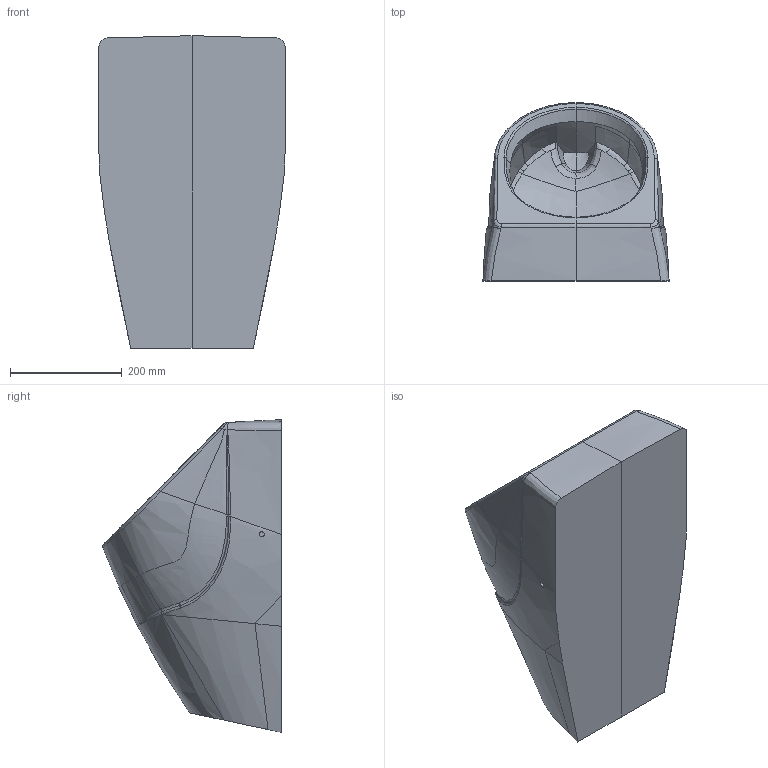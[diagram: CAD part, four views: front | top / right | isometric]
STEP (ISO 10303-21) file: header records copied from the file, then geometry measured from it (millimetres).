
FILE_DESCRIPTION(/* description */ (''),/* implementation_level */ '2;1');
FILE_NAME(/* name */ '752300_Onovo_Urinal.stp',/* time_stamp */ '2019-02-28T15:08:32+01:00',/* author */ (''),/* organization */ (''),/* preprocessor_version */ 'ST-DEVELOPER v16',/* originating_system */ 'SIEMENS PLM Software NX 10.0',/* authorisation */ '');
FILE_SCHEMA (('AUTOMOTIVE_DESIGN { 1 0 10303 214 3 1 1 1 }'));
Length unit declared in the file: millimetre
Products named in the file (1): Sier1A7CEEB7n0yq
Bounding box: 333.39 x 319.72 x 559.55 mm (x, y, z)
Volume: 22201880.1 mm3; surface area: 801132.5 mm2
Topology: 1 solids, 1 shells, 154 faces, 425 edges, 264 vertices
Faces by surface type: bspline 142, plane 8, cylinder 4
Full cylindrical faces by diameter (mm): 9 x2
Entity records: 27494 total; most frequent: CARTESIAN_POINT 24926, ORIENTED_EDGE 820, EDGE_CURVE 410, B_SPLINE_CURVE_WITH_KNOTS 355, VERTEX_POINT 262, EDGE_LOOP 158, ADVANCED_FACE 154, FACE_OUTER_BOUND 150
